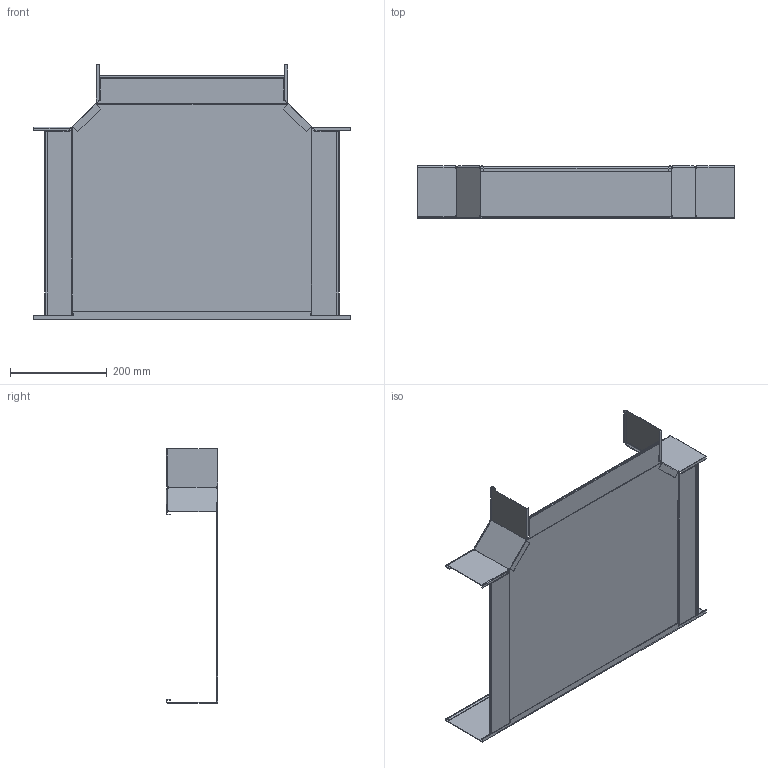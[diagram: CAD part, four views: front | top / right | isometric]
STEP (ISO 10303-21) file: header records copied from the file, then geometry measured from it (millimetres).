
FILE_DESCRIPTION (( 'STEP AP214' ), '1' );
FILE_NAME ('6038328.STEP', '2025-03-13T09:31:50', ( '' ), ( '' ), 'SwSTEP 2.0', 'SolidWorks 2024', '' );
FILE_SCHEMA (( 'AUTOMOTIVE_DESIGN' ));
Length unit declared in the file: millimetre
Products named in the file (4): 181552_400; 167655_110x90°; 172072_400; 6038328
Assembly tree (4 placements, depth 2):
  6038328
    172072_400
    167655_110x90°  x2
    181552_400
Bounding box: 654 x 107 x 524.99 mm (x, y, z)
Volume: 463461.6 mm3; surface area: 861936.7 mm2
Topology: 4 solids, 4 shells, 240 faces, 616 edges, 384 vertices
Faces by surface type: plane 168, cylinder 48, bspline 24
Entity records: 5590 total; most frequent: CARTESIAN_POINT 1537, ORIENTED_EDGE 874, DIRECTION 727, EDGE_CURVE 437, VECTOR 295, LINE 295, VERTEX_POINT 274, AXIS2_PLACEMENT_3D 216
